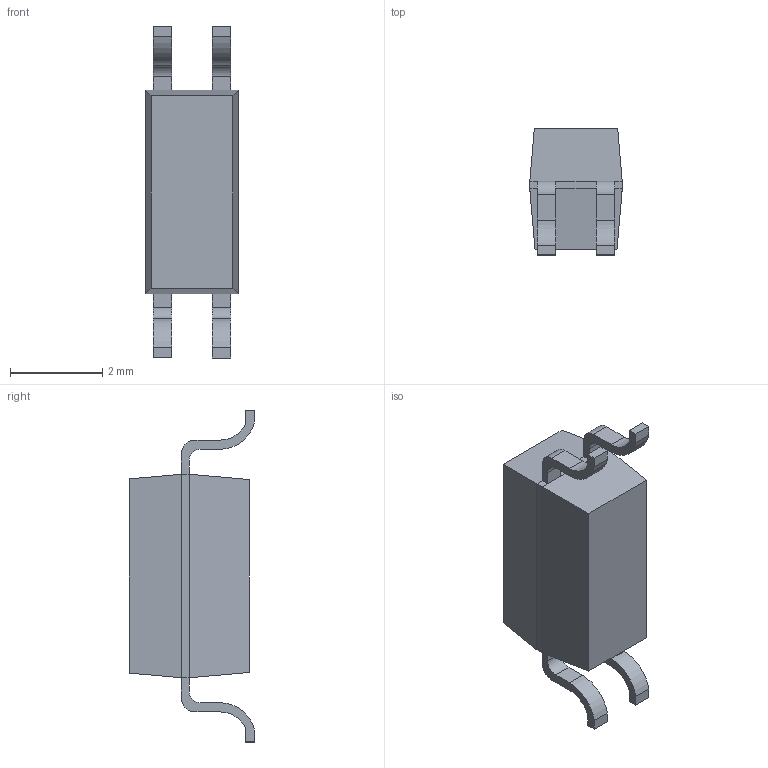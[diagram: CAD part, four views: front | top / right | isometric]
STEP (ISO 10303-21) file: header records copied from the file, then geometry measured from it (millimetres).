
FILE_DESCRIPTION (( 'STEP AP203' ), '1' );
FILE_NAME ('Opto_2X1.STEP', '2023-10-23T00:42:09', ( '' ), ( '' ), 'SwSTEP 2.0', 'SolidWorks 2013', '' );
FILE_SCHEMA (( 'CONFIG_CONTROL_DESIGN' ));
Length unit declared in the file: inch
Products named in the file (1): Opto_2X1
Bounding box: 2 x 2.72 x 7.18 mm (x, y, z)
Volume: 22 mm3; surface area: 58.9 mm2
Topology: 1 solids, 1 shells, 70 faces, 180 edges, 112 vertices
Faces by surface type: plane 54, cylinder 16
Entity records: 2163 total; most frequent: CARTESIAN_POINT 363, ORIENTED_EDGE 360, DIRECTION 354, EDGE_CURVE 180, VECTOR 148, LINE 148, VERTEX_POINT 112, AXIS2_PLACEMENT_3D 103
